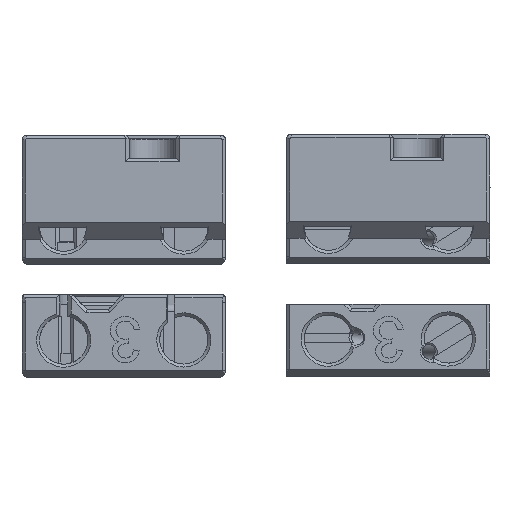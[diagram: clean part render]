
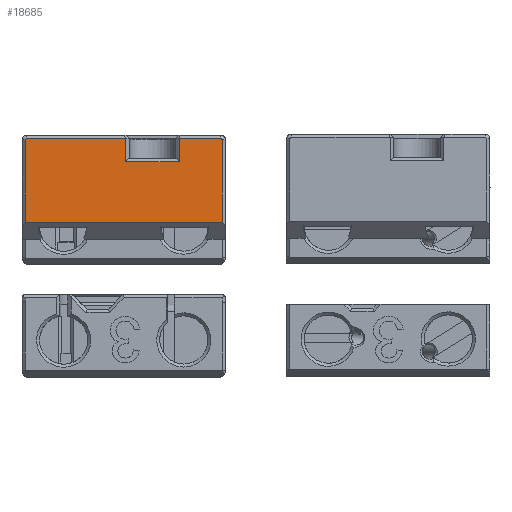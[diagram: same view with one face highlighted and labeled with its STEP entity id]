
A CAD part, top view. The second image highlights one B-rep face of the part: STEP entity #18685.
In plain terms, the highlighted planar face has unit normal (0, 0, 1).
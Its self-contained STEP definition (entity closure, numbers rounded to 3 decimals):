
#100=ELLIPSE('',#19765,1.039,0.6);
#101=ELLIPSE('',#19766,1.039,0.6);
#578=LINE('',#25562,#2078);
#592=LINE('',#25592,#2092);
#610=LINE('',#25635,#2110);
#611=LINE('',#25645,#2111);
#612=LINE('',#25649,#2112);
#613=LINE('',#25651,#2113);
#614=LINE('',#25653,#2114);
#615=LINE('',#25656,#2115);
#2078=VECTOR('',#21070,10.);
#2092=VECTOR('',#21094,10.);
#2110=VECTOR('',#21124,10.);
#2111=VECTOR('',#21141,10.);
#2112=VECTOR('',#21144,10.);
#2113=VECTOR('',#21145,10.);
#2114=VECTOR('',#21146,10.);
#2115=VECTOR('',#21149,10.);
#3584=PLANE('',#19764);
#4092=FACE_OUTER_BOUND('',#5159,.T.);
#5159=EDGE_LOOP('',(#12497,#12498,#12499,#12500,#12501,#12502,#12503,#12504,
#12505,#12506));
#7513=VERTEX_POINT('',#25555);
#7516=VERTEX_POINT('',#25560);
#7522=VERTEX_POINT('',#25575);
#7536=VERTEX_POINT('',#25615);
#7541=VERTEX_POINT('',#25644);
#7542=VERTEX_POINT('',#25646);
#7543=VERTEX_POINT('',#25648);
#7544=VERTEX_POINT('',#25650);
#7545=VERTEX_POINT('',#25652);
#7546=VERTEX_POINT('',#25654);
#9440=EDGE_CURVE('',#7513,#7516,#578,.T.);
#9455=EDGE_CURVE('',#7522,#7513,#592,.T.);
#9475=EDGE_CURVE('',#7516,#7536,#610,.T.);
#9479=EDGE_CURVE('',#7541,#7536,#611,.T.);
#9480=EDGE_CURVE('',#7542,#7541,#100,.T.);
#9481=EDGE_CURVE('',#7543,#7542,#612,.T.);
#9482=EDGE_CURVE('',#7544,#7543,#613,.T.);
#9483=EDGE_CURVE('',#7545,#7544,#614,.T.);
#9484=EDGE_CURVE('',#7546,#7545,#101,.T.);
#9485=EDGE_CURVE('',#7522,#7546,#615,.T.);
#12497=ORIENTED_EDGE('',*,*,#9455,.T.);
#12498=ORIENTED_EDGE('',*,*,#9440,.T.);
#12499=ORIENTED_EDGE('',*,*,#9475,.T.);
#12500=ORIENTED_EDGE('',*,*,#9479,.F.);
#12501=ORIENTED_EDGE('',*,*,#9480,.F.);
#12502=ORIENTED_EDGE('',*,*,#9481,.F.);
#12503=ORIENTED_EDGE('',*,*,#9482,.F.);
#12504=ORIENTED_EDGE('',*,*,#9483,.F.);
#12505=ORIENTED_EDGE('',*,*,#9484,.F.);
#12506=ORIENTED_EDGE('',*,*,#9485,.F.);
#18685=ADVANCED_FACE('',(#4092),#3584,.F.);
#19764=AXIS2_PLACEMENT_3D('',#25643,#21139,#21140);
#19765=AXIS2_PLACEMENT_3D('',#25647,#21142,#21143);
#19766=AXIS2_PLACEMENT_3D('',#25655,#21147,#21148);
#21070=DIRECTION('',(-1.,0.,0.));
#21094=DIRECTION('',(0.,-1.,0.));
#21124=DIRECTION('',(0.,1.,0.));
#21139=DIRECTION('center_axis',(0.,0.,-1.));
#21140=DIRECTION('ref_axis',(-1.,0.,0.));
#21141=DIRECTION('',(1.,0.,0.));
#21142=DIRECTION('center_axis',(0.,0.,
-1.));
#21143=DIRECTION('ref_axis',(-0.707,0.707,0.));
#21144=DIRECTION('',(0.,1.,0.));
#21145=DIRECTION('',(-1.,0.,0.));
#21146=DIRECTION('',(0.,-1.,0.));
#21147=DIRECTION('center_axis',(0.,0.,
-1.));
#21148=DIRECTION('ref_axis',(0.707,0.707,0.));
#21149=DIRECTION('',(1.,0.,0.));
#25555=CARTESIAN_POINT('',(143.059,293.216,-11.779));
#25560=CARTESIAN_POINT('',(135.972,293.216,-11.779));
#25562=CARTESIAN_POINT('',(136.86,293.216,-11.779));
#25575=CARTESIAN_POINT('',(143.059,296.349,-11.779));
#25592=CARTESIAN_POINT('',(143.059,292.351,-11.779));
#25615=CARTESIAN_POINT('',(135.972,296.349,-11.779));
#25635=CARTESIAN_POINT('',(135.972,292.351,-11.779));
#25643=CARTESIAN_POINT('Origin',(136.054,289.092,-11.779));
#25644=CARTESIAN_POINT('',(123.006,296.349,-11.779));
#25645=CARTESIAN_POINT('',(142.635,296.349,-11.779));
#25646=CARTESIAN_POINT('',(122.582,295.925,-11.779));
#25647=CARTESIAN_POINT('Origin',(123.43,295.501,-11.779));
#25648=CARTESIAN_POINT('',(122.582,285.173,-11.779));
#25649=CARTESIAN_POINT('',(122.582,292.921,-11.779));
#25650=CARTESIAN_POINT('',(148.816,285.173,-11.779));
#25651=CARTESIAN_POINT('',(129.118,285.173,-11.779));
#25652=CARTESIAN_POINT('',(148.816,295.925,-11.779));
#25653=CARTESIAN_POINT('',(148.816,286.883,-11.779));
#25654=CARTESIAN_POINT('',(148.391,296.349,-11.779));
#25655=CARTESIAN_POINT('Origin',(147.967,295.501,-11.779));
#25656=CARTESIAN_POINT('',(142.635,296.349,-11.779));
